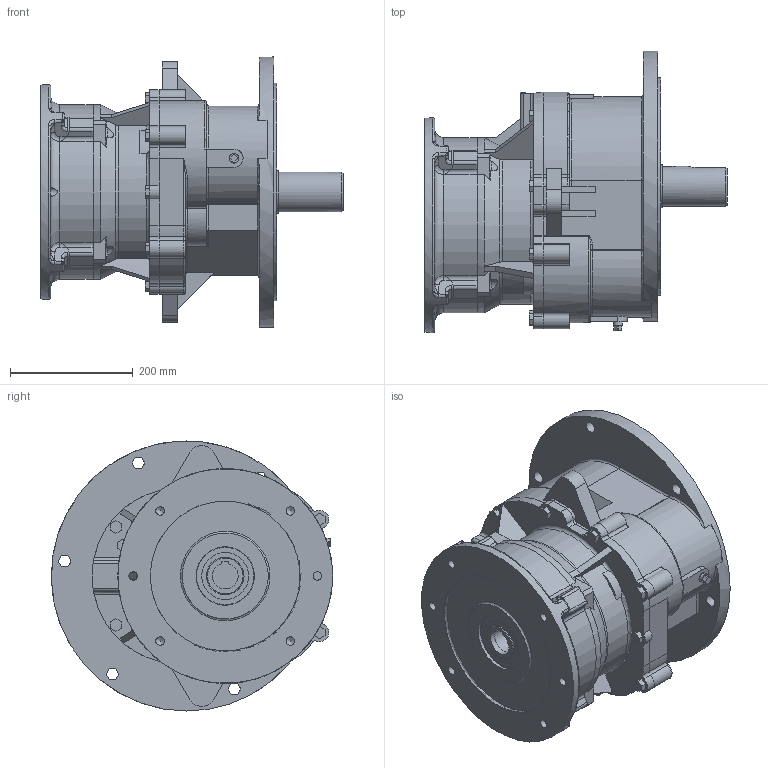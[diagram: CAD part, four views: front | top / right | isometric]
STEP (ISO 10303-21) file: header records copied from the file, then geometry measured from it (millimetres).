
FILE_DESCRIPTION (( 'STEP AP214' ), '1' );
FILE_NAME ('EK2DO08390H001_F1VM23_11KW_R15~20_defeature.stp', '2022-06-08T01:16:18', ( 'Windows 餌辨濠' ), ( '' ), 'SwSTEP 2.0', 'SolidWorks 2021', '' );
FILE_SCHEMA (( 'AUTOMOTIVE_DESIGN' ));
Length unit declared in the file: millimetre
Products named in the file (1): EK2DO08390H001_F1VM23_11KW_R15~20_defeature
Bounding box: 492.5 x 458.27 x 440 mm (x, y, z)
Volume: 28697151.3 mm3; surface area: 1042951.4 mm2
Topology: 2 solids, 3 shells, 816 faces, 2070 edges, 1281 vertices
Faces by surface type: plane 336, cylinder 333, torus 63, bspline 52, cone 28, sphere 4
Full cylindrical faces by diameter (mm): 2.7 x2, 4 x1, 14 x10, 19 x6, 52 x1, 60 x2, 65 x1, 70 x1, 75 x1, 76.3 x2, 93.7 x2, 95 x2, 335 x1, 350 x1, 355 x1, 440 x1
Entity records: 29941 total; most frequent: CARTESIAN_POINT 9768, ORIENTED_EDGE 3940, DIRECTION 3849, EDGE_CURVE 1970, AXIS2_PLACEMENT_3D 1454, VERTEX_POINT 1247, LINE 941, VECTOR 941
